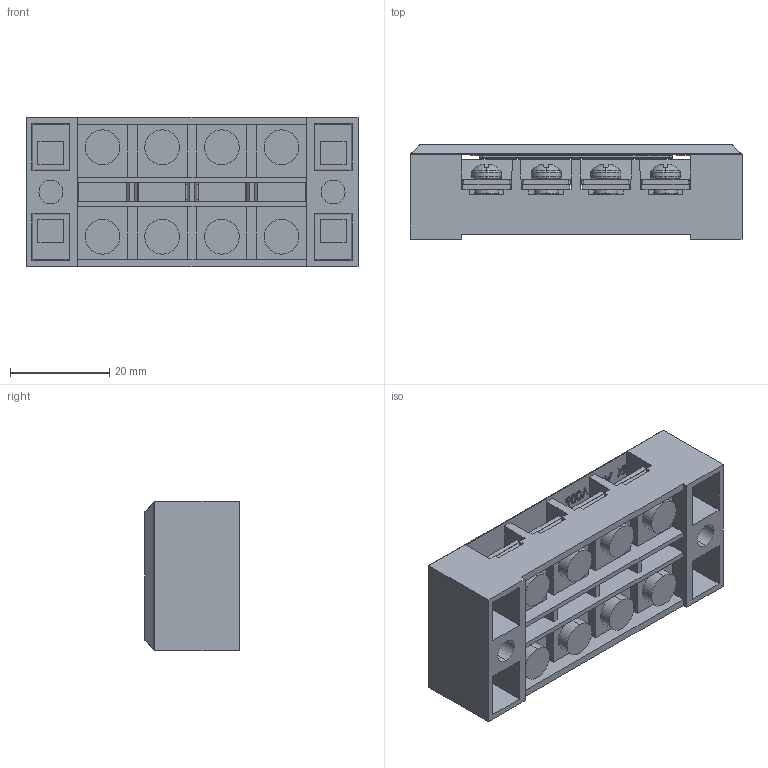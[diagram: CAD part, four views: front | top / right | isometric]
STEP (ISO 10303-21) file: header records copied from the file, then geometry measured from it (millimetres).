
FILE_DESCRIPTION (( 'STEP AP214' ), '1' );
FILE_NAME ('WEIDU TB25XX, 4.STEP', '2019-08-17T01:41:56', ( '' ), ( '' ), 'SwSTEP 2.0', 'SolidWorks 2018', '' );
FILE_SCHEMA (( 'AUTOMOTIVE_DESIGN' ));
Length unit declared in the file: millimetre
Products named in the file (6): PBHS, M4X8, WEIDU TB25XX_default; COVER, WEIDU TB25XX_4; TERMINAL PLATE, WEIDU TB25XX; CONDUCTING STRIP, WEIDU TB25XX; BLOCK, WEIDU TB25XX_4; WEIDU TB25XX, 4
Assembly tree (22 placements, depth 2):
  WEIDU TB25XX, 4
    BLOCK, WEIDU TB25XX_4
    CONDUCTING STRIP, WEIDU TB25XX  x4
    TERMINAL PLATE, WEIDU TB25XX  x8
    COVER, WEIDU TB25XX_4
    PBHS, M4X8, WEIDU TB25XX_default  x8
Bounding box: 66.8 x 19 x 30 mm (x, y, z)
Volume: 19726 mm3; surface area: 25158.2 mm2
Topology: 22 solids, 22 shells, 1135 faces, 2932 edges, 1880 vertices
Faces by surface type: plane 634, cylinder 192, bspline 135, cone 76, torus 56, sphere 42
Entity records: 29668 total; most frequent: CARTESIAN_POINT 11810, ORIENTED_EDGE 3822, DIRECTION 3240, EDGE_CURVE 1911, LINE 1294, VECTOR 1294, VERTEX_POINT 1227, AXIS2_PLACEMENT_3D 973
